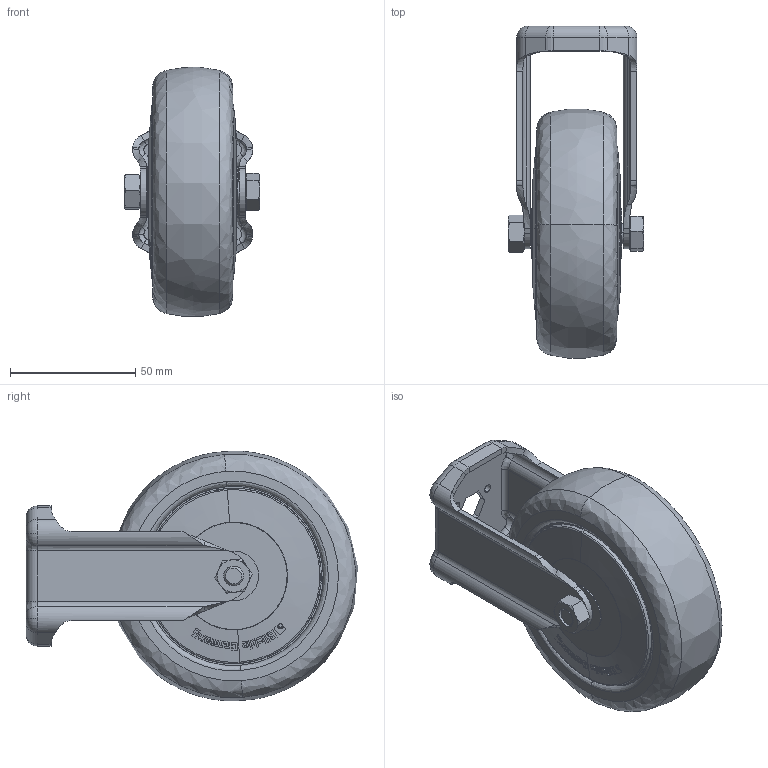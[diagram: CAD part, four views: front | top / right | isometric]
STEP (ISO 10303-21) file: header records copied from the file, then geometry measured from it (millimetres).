
FILE_DESCRIPTION (( 'STEP AP214' ), '1' );
FILE_NAME ('Accessories for aluminium profiles098F100TN.step', '2016-10-19T16:58:42', ( '' ), ( '' ), 'SwSTEP 2.0', 'SolidWorks 2016', '' );
FILE_SCHEMA (( 'AUTOMOTIVE_DESIGN' ));
Length unit declared in the file: millimetre
Products named in the file (5): 4DIN934M08M; TPA_101_8K-FK_574202-214_selction no pls; 4DIN931M08048MS01; 098FR.u.Tab_098F100; Accessories for aluminium profiles098F100TN
Assembly tree (4 placements, depth 2):
  Accessories for aluminium profiles098F100TN
    4DIN931M08048MS01
    4DIN934M08M
    098FR.u.Tab_098F100
    TPA_101_8K-FK_574202-214_selction no pls
Bounding box: 54.2 x 132.72 x 99.89 mm (x, y, z)
Volume: 268994 mm3; surface area: 46065.9 mm2
Topology: 4 solids, 4 shells, 968 faces, 2512 edges, 1628 vertices
Faces by surface type: plane 504, bspline 297, cone 81, cylinder 68, torus 18
Entity records: 54460 total; most frequent: CARTESIAN_POINT 27701, ORIENTED_EDGE 5024, DIRECTION 3012, EDGE_CURVE 2512, VERTEX_POINT 1628, VECTOR 1218, LINE 1218, EDGE_LOOP 1060
